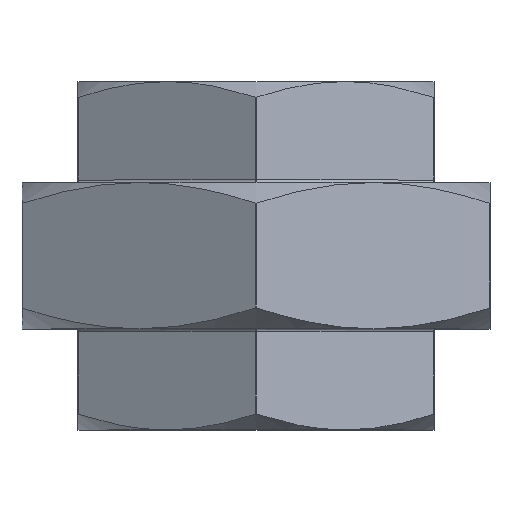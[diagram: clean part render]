
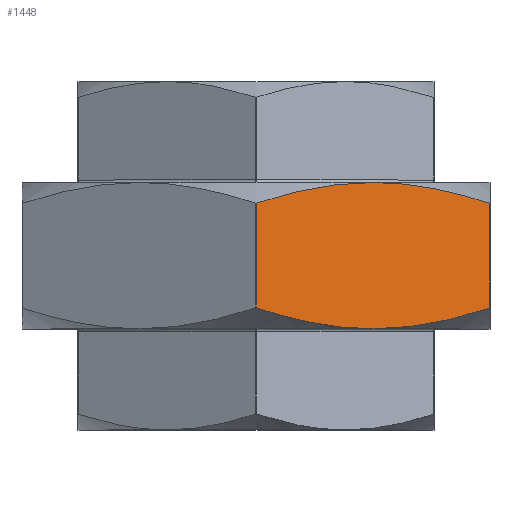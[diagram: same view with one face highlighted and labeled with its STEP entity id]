
A CAD part, top view. The second image highlights one B-rep face of the part: STEP entity #1448.
In plain terms, the highlighted planar face has unit normal (0.5, 0, 0.866).
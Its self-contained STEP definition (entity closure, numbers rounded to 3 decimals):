
#177=(
BOUNDED_CURVE()
B_SPLINE_CURVE(2,(#2309,#2310,#2311),.UNSPECIFIED.,.F.,.F.)
B_SPLINE_CURVE_WITH_KNOTS((3,3),(1.035,3.749),
 .UNSPECIFIED.)
CURVE()
GEOMETRIC_REPRESENTATION_ITEM()
RATIONAL_B_SPLINE_CURVE((1.029,1.052,1.))
REPRESENTATION_ITEM('')
);
#178=(
BOUNDED_CURVE()
B_SPLINE_CURVE(2,(#2313,#2314,#2315),.UNSPECIFIED.,.F.,.F.)
B_SPLINE_CURVE_WITH_KNOTS((3,3),(3.749,6.462),
 .UNSPECIFIED.)
CURVE()
GEOMETRIC_REPRESENTATION_ITEM()
RATIONAL_B_SPLINE_CURVE((1.,1.052,1.029))
REPRESENTATION_ITEM('')
);
#179=(
BOUNDED_CURVE()
B_SPLINE_CURVE(2,(#2319,#2320,#2321),.UNSPECIFIED.,.F.,.F.)
B_SPLINE_CURVE_WITH_KNOTS((3,3),(1.035,3.749),
 .UNSPECIFIED.)
CURVE()
GEOMETRIC_REPRESENTATION_ITEM()
RATIONAL_B_SPLINE_CURVE((1.029,1.052,1.))
REPRESENTATION_ITEM('')
);
#180=(
BOUNDED_CURVE()
B_SPLINE_CURVE(2,(#2322,#2323,#2324),.UNSPECIFIED.,.F.,.F.)
B_SPLINE_CURVE_WITH_KNOTS((3,3),(3.749,6.462),
 .UNSPECIFIED.)
CURVE()
GEOMETRIC_REPRESENTATION_ITEM()
RATIONAL_B_SPLINE_CURVE((1.,1.052,1.029))
REPRESENTATION_ITEM('')
);
#215=PLANE('',#1557);
#248=FACE_OUTER_BOUND('',#352,.T.);
#352=EDGE_LOOP('',(#1010,#1011,#1012,#1013,#1014,#1015));
#473=LINE('',#2296,#533);
#474=LINE('',#2317,#534);
#533=VECTOR('',#1758,19.74);
#534=VECTOR('',#1761,19.74);
#631=VERTEX_POINT('',#2284);
#632=VERTEX_POINT('',#2295);
#633=VERTEX_POINT('',#2308);
#634=VERTEX_POINT('',#2312);
#635=VERTEX_POINT('',#2316);
#636=VERTEX_POINT('',#2318);
#775=EDGE_CURVE('',#631,#632,#473,.T.);
#777=EDGE_CURVE('',#631,#633,#177,.T.);
#778=EDGE_CURVE('',#633,#634,#178,.T.);
#779=EDGE_CURVE('',#635,#634,#474,.T.);
#780=EDGE_CURVE('',#635,#636,#179,.T.);
#781=EDGE_CURVE('',#636,#632,#180,.T.);
#1010=ORIENTED_EDGE('',*,*,#775,.F.);
#1011=ORIENTED_EDGE('',*,*,#777,.T.);
#1012=ORIENTED_EDGE('',*,*,#778,.T.);
#1013=ORIENTED_EDGE('',*,*,#779,.F.);
#1014=ORIENTED_EDGE('',*,*,#780,.T.);
#1015=ORIENTED_EDGE('',*,*,#781,.T.);
#1448=ADVANCED_FACE('',(#248),#215,.T.);
#1557=AXIS2_PLACEMENT_3D('',#2307,#1759,#1760);
#1758=DIRECTION('',(0.,1.,0.));
#1759=DIRECTION('center_axis',(0.5,0.,0.866));
#1760=DIRECTION('ref_axis',(0.866,0.,-0.5));
#1761=DIRECTION('',(0.,-1.,0.));
#2284=CARTESIAN_POINT('',(0.15,-9.87,50.72));
#2295=CARTESIAN_POINT('',(0.15,9.87,50.72));
#2296=CARTESIAN_POINT('',(0.15,0.,50.72));
#2307=CARTESIAN_POINT('Origin',(0.,0.,50.807));
#2308=CARTESIAN_POINT('',(22.,-13.75,38.105));
#2309=CARTESIAN_POINT('Ctrl Pts',(0.15,-9.87,50.72));
#2310=CARTESIAN_POINT('Ctrl Pts',(11.85,-13.75,43.965));
#2311=CARTESIAN_POINT('Ctrl Pts',(22.,-13.75,38.105));
#2312=CARTESIAN_POINT('',(43.85,-9.87,25.49));
#2313=CARTESIAN_POINT('Ctrl Pts',(22.,-13.75,38.105));
#2314=CARTESIAN_POINT('Ctrl Pts',(32.15,-13.75,32.245));
#2315=CARTESIAN_POINT('Ctrl Pts',(43.85,-9.87,25.49));
#2316=CARTESIAN_POINT('',(43.85,9.87,25.49));
#2317=CARTESIAN_POINT('',(43.85,0.,25.49));
#2318=CARTESIAN_POINT('',(22.,13.75,38.105));
#2319=CARTESIAN_POINT('Ctrl Pts',(43.85,9.87,25.49));
#2320=CARTESIAN_POINT('Ctrl Pts',(32.15,13.75,32.245));
#2321=CARTESIAN_POINT('Ctrl Pts',(22.,13.75,38.105));
#2322=CARTESIAN_POINT('Ctrl Pts',(22.,13.75,38.105));
#2323=CARTESIAN_POINT('Ctrl Pts',(11.85,13.75,43.965));
#2324=CARTESIAN_POINT('Ctrl Pts',(0.15,9.87,50.72));
